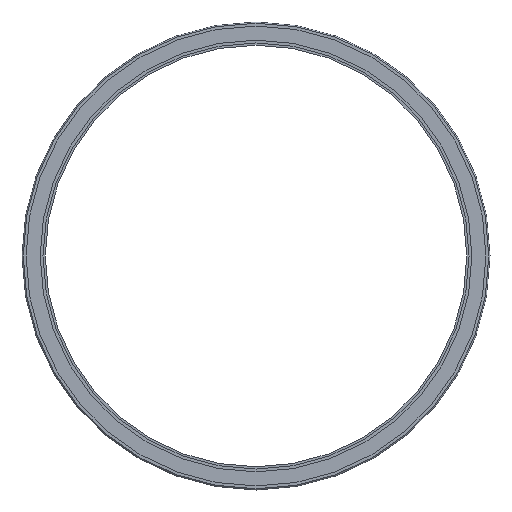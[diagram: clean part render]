
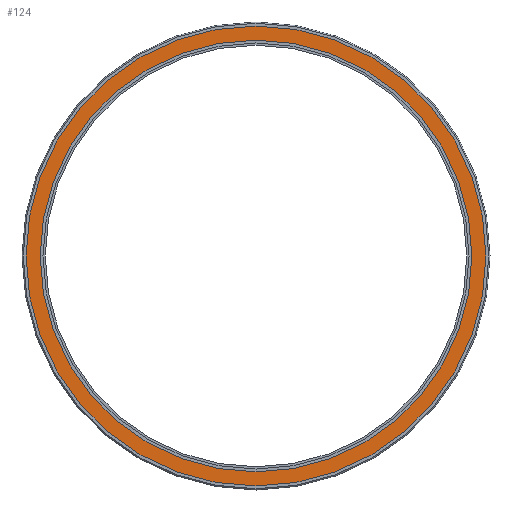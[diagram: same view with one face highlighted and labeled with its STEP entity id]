
A CAD part, front view. The second image highlights one B-rep face of the part: STEP entity #124.
In plain terms, the highlighted planar face has unit normal (0, -1, 0).
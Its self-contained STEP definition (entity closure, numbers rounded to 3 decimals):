
#12 = DIRECTION ( 'NONE',  ( 0., 1., 0. ) ) ;
#20 = CARTESIAN_POINT ( 'NONE',  ( 0., -10., 0. ) ) ;
#39 = EDGE_LOOP ( 'NONE', ( #221 ) ) ;
#58 = VERTEX_POINT ( 'NONE', #285 ) ;
#74 = DIRECTION ( 'NONE',  ( 0., 0., 1. ) ) ;
#77 = CIRCLE ( 'NONE', #300, 133.75 ) ;
#103 = FACE_BOUND ( 'NONE', #287, .T. ) ;
#105 = DIRECTION ( 'NONE',  ( 0., -1., 0. ) ) ;
#120 = CARTESIAN_POINT ( 'NONE',  ( 142.5, -10., 0. ) ) ;
#124 = ADVANCED_FACE ( 'NONE', ( #148, #103 ), #225, .T. ) ;
#148 = FACE_OUTER_BOUND ( 'NONE', #39, .T. ) ;
#165 = EDGE_CURVE ( 'NONE', #167, #167, #241, .T. ) ;
#167 = VERTEX_POINT ( 'NONE', #243 ) ;
#168 = AXIS2_PLACEMENT_3D ( 'NONE', #120, #105, #280 ) ;
#205 = CARTESIAN_POINT ( 'NONE',  ( 0., -10., 0. ) ) ;
#221 = ORIENTED_EDGE ( 'NONE', *, *, #165, .F. ) ;
#225 = PLANE ( 'NONE',  #168 ) ;
#241 = CIRCLE ( 'NONE', #283, 142.5 ) ;
#243 = CARTESIAN_POINT ( 'NONE',  ( 0., -10., 142.5 ) ) ;
#267 = DIRECTION ( 'NONE',  ( 0., 0., -1. ) ) ;
#269 = EDGE_CURVE ( 'NONE', #58, #58, #77, .T. ) ;
#280 = DIRECTION ( 'NONE',  ( 0., 0., -1. ) ) ;
#283 = AXIS2_PLACEMENT_3D ( 'NONE', #205, #12, #74 ) ;
#285 = CARTESIAN_POINT ( 'NONE',  ( 0., -10., -133.75 ) ) ;
#287 = EDGE_LOOP ( 'NONE', ( #373 ) ) ;
#300 = AXIS2_PLACEMENT_3D ( 'NONE', #20, #334, #267 ) ;
#334 = DIRECTION ( 'NONE',  ( 0., 1., 0. ) ) ;
#373 = ORIENTED_EDGE ( 'NONE', *, *, #269, .T. ) ;
